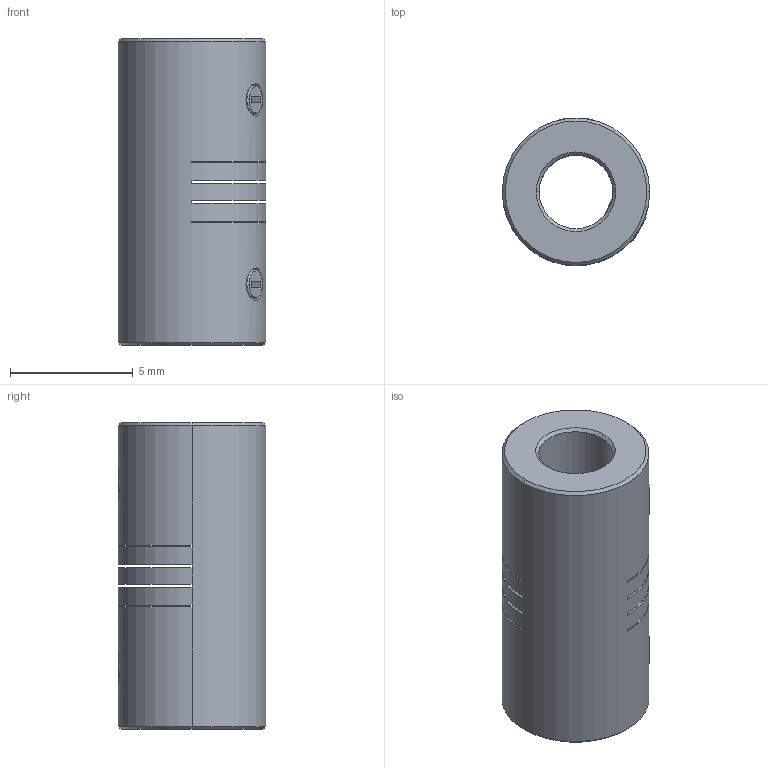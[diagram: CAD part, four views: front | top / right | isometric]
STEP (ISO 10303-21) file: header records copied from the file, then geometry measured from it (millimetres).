
FILE_DESCRIPTION (( 'STEP AP203' ), '1' );
FILE_NAME ('4145N198_Set Screw Precision Flexible Shaft Couplings.STEP', '2021-09-08T14:30:25', ( 'Administrator' ), ( 'Managed by Terraform' ), 'SwSTEP 2.0', 'SolidWorks 2017', '' );
FILE_SCHEMA (( 'CONFIG_CONTROL_DESIGN' ));
Length unit declared in the file: inch
Products named in the file (1): 4145N198_Set Screw Precision Flexible Shaft Couplings
Bounding box: 6 x 6 x 12.5 mm (x, y, z)
Volume: 255 mm3; surface area: 551.7 mm2
Topology: 5 solids, 5 shells, 106 faces, 252 edges, 152 vertices
Faces by surface type: plane 46, cylinder 28, cone 24, bspline 8
Entity records: 3451 total; most frequent: CARTESIAN_POINT 931, ORIENTED_EDGE 504, DIRECTION 498, EDGE_CURVE 252, AXIS2_PLACEMENT_3D 179, VERTEX_POINT 152, LINE 140, VECTOR 140
